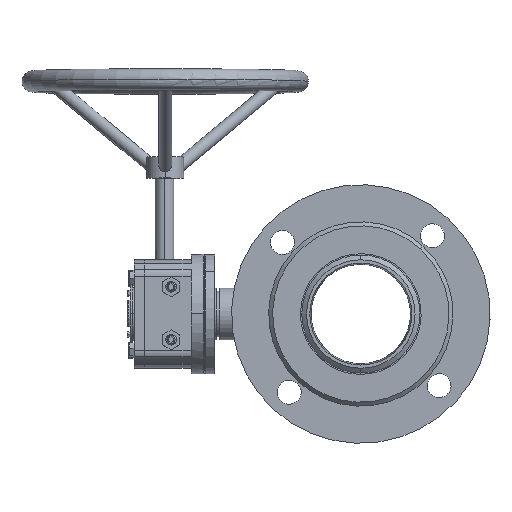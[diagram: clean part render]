
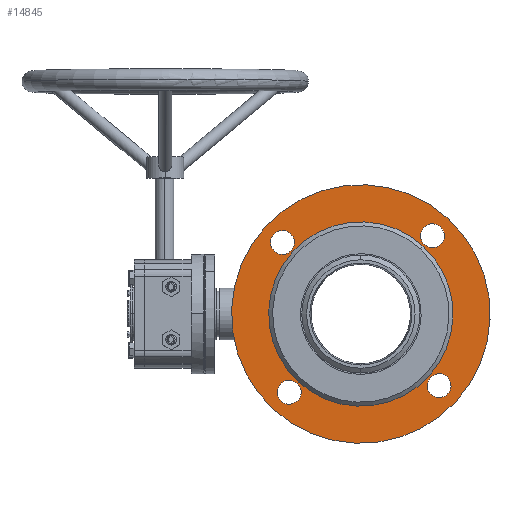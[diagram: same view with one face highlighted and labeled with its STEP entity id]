
A CAD part, left-side view. The second image highlights one B-rep face of the part: STEP entity #14845.
In plain terms, the highlighted face is planar.
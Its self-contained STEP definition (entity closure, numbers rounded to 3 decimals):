
#70 = CARTESIAN_POINT ( 'NONE',  ( -69.5, 0., 21. ) ) ;
#265 = AXIS2_PLACEMENT_3D ( 'NONE', #22788, #20990, #11967 ) ;
#524 = DIRECTION ( 'NONE',  ( 0., 0., 1. ) ) ;
#545 = DIRECTION ( 'NONE',  ( 0., 0., 1. ) ) ;
#835 = CIRCLE ( 'NONE', #21024, 9. ) ;
#998 = DIRECTION ( 'NONE',  ( 1., 0., 0. ) ) ;
#1216 = EDGE_CURVE ( 'NONE', #17992, #16449, #18015, .T. ) ;
#1268 = DIRECTION ( 'NONE',  ( 1., 0., 0. ) ) ;
#1479 = CARTESIAN_POINT ( 'NONE',  ( -71., 0., 21. ) ) ;
#1749 = ORIENTED_EDGE ( 'NONE', *, *, #18203, .F. ) ;
#1973 = CIRCLE ( 'NONE', #21781, 9. ) ;
#2085 = CARTESIAN_POINT ( 'NONE',  ( 0., 0., 21. ) ) ;
#2227 = CARTESIAN_POINT ( 'NONE',  ( 0., 80., 21. ) ) ;
#2529 = FACE_BOUND ( 'NONE', #20555, .T. ) ;
#2573 = CARTESIAN_POINT ( 'NONE',  ( -89., 0., 21. ) ) ;
#2709 = ORIENTED_EDGE ( 'NONE', *, *, #6421, .F. ) ;
#2993 = CARTESIAN_POINT ( 'NONE',  ( 9., -80., 21. ) ) ;
#3243 = EDGE_LOOP ( 'NONE', ( #9721, #5581 ) ) ;
#3321 = AXIS2_PLACEMENT_3D ( 'NONE', #16863, #524, #22108 ) ;
#3855 = VERTEX_POINT ( 'NONE', #20216 ) ;
#4047 = CIRCLE ( 'NONE', #4428, 97.5 ) ;
#4206 = ORIENTED_EDGE ( 'NONE', *, *, #21360, .T. ) ;
#4320 = DIRECTION ( 'NONE',  ( 0., 0., 1. ) ) ;
#4428 = AXIS2_PLACEMENT_3D ( 'NONE', #15084, #17219, #998 ) ;
#4548 = AXIS2_PLACEMENT_3D ( 'NONE', #17614, #8214, #1268 ) ;
#5047 = DIRECTION ( 'NONE',  ( 0., 0., 1. ) ) ;
#5309 = CARTESIAN_POINT ( 'NONE',  ( 0., -80., 21. ) ) ;
#5581 = ORIENTED_EDGE ( 'NONE', *, *, #16662, .F. ) ;
#5987 = CIRCLE ( 'NONE', #21603, 9. ) ;
#6032 = EDGE_CURVE ( 'NONE', #20921, #14562, #20886, .T. ) ;
#6107 = FACE_BOUND ( 'NONE', #21938, .T. ) ;
#6271 = EDGE_CURVE ( 'NONE', #3855, #20664, #7900, .T. ) ;
#6421 = EDGE_CURVE ( 'NONE', #9432, #10791, #5987, .T. ) ;
#6458 = DIRECTION ( 'NONE',  ( 0., 0., 1. ) ) ;
#6477 = FACE_BOUND ( 'NONE', #3243, .T. ) ;
#7564 = CIRCLE ( 'NONE', #9084, 9. ) ;
#7683 = EDGE_CURVE ( 'NONE', #20288, #9367, #835, .T. ) ;
#7780 = CARTESIAN_POINT ( 'NONE',  ( 69.5, 0., 21. ) ) ;
#7900 = CIRCLE ( 'NONE', #265, 9. ) ;
#8083 = DIRECTION ( 'NONE',  ( 1., 0., 0. ) ) ;
#8140 = CARTESIAN_POINT ( 'NONE',  ( 80., 0., 21. ) ) ;
#8214 = DIRECTION ( 'NONE',  ( 0., 0., 1. ) ) ;
#8587 = CIRCLE ( 'NONE', #15434, 9. ) ;
#8702 = ORIENTED_EDGE ( 'NONE', *, *, #22371, .F. ) ;
#8865 = CARTESIAN_POINT ( 'NONE',  ( 71., 0., 21. ) ) ;
#9084 = AXIS2_PLACEMENT_3D ( 'NONE', #15417, #13514, #17069 ) ;
#9256 = EDGE_CURVE ( 'NONE', #20664, #3855, #19191, .T. ) ;
#9367 = VERTEX_POINT ( 'NONE', #2993 ) ;
#9432 = VERTEX_POINT ( 'NONE', #19788 ) ;
#9721 = ORIENTED_EDGE ( 'NONE', *, *, #13881, .F. ) ;
#9848 = CARTESIAN_POINT ( 'NONE',  ( 0., 80., 21. ) ) ;
#10353 = ORIENTED_EDGE ( 'NONE', *, *, #6271, .F. ) ;
#10556 = CARTESIAN_POINT ( 'NONE',  ( 97.5, 0., 21. ) ) ;
#10638 = AXIS2_PLACEMENT_3D ( 'NONE', #23394, #5047, #18274 ) ;
#10791 = VERTEX_POINT ( 'NONE', #14905 ) ;
#11020 = CIRCLE ( 'NONE', #4548, 9. ) ;
#11299 = EDGE_CURVE ( 'NONE', #9367, #20288, #11020, .T. ) ;
#11475 = DIRECTION ( 'NONE',  ( 1., 0., 0. ) ) ;
#11778 = DIRECTION ( 'NONE',  ( 1., 0., 0. ) ) ;
#11804 = EDGE_LOOP ( 'NONE', ( #12266, #18331 ) ) ;
#11915 = EDGE_LOOP ( 'NONE', ( #19171, #4206 ) ) ;
#11967 = DIRECTION ( 'NONE',  ( 1., 0., 0. ) ) ;
#12266 = ORIENTED_EDGE ( 'NONE', *, *, #11299, .F. ) ;
#12719 = CARTESIAN_POINT ( 'NONE',  ( -9., -80., 21. ) ) ;
#13514 = DIRECTION ( 'NONE',  ( 0., 0., 1. ) ) ;
#13755 = DIRECTION ( 'NONE',  ( 1., 0., 0. ) ) ;
#13881 = EDGE_CURVE ( 'NONE', #14584, #16867, #7564, .T. ) ;
#14200 = AXIS2_PLACEMENT_3D ( 'NONE', #20637, #4320, #13755 ) ;
#14562 = VERTEX_POINT ( 'NONE', #10556 ) ;
#14584 = VERTEX_POINT ( 'NONE', #1479 ) ;
#14845 = ADVANCED_FACE ( 'NONE', ( #20999, #6477, #22436, #15423, #2529, #6107 ), #19108, .T. ) ;
#14905 = CARTESIAN_POINT ( 'NONE',  ( 9., 80., 21. ) ) ;
#15084 = CARTESIAN_POINT ( 'NONE',  ( 0., 0., 21. ) ) ;
#15417 = CARTESIAN_POINT ( 'NONE',  ( -80., 0., 21. ) ) ;
#15423 = FACE_BOUND ( 'NONE', #20077, .T. ) ;
#15434 = AXIS2_PLACEMENT_3D ( 'NONE', #9848, #20805, #11778 ) ;
#16449 = VERTEX_POINT ( 'NONE', #7780 ) ;
#16662 = EDGE_CURVE ( 'NONE', #16867, #14584, #1973, .T. ) ;
#16863 = CARTESIAN_POINT ( 'NONE',  ( 0., 0., 21. ) ) ;
#16867 = VERTEX_POINT ( 'NONE', #2573 ) ;
#17069 = DIRECTION ( 'NONE',  ( 1., 0., 0. ) ) ;
#17100 = ORIENTED_EDGE ( 'NONE', *, *, #1216, .F. ) ;
#17219 = DIRECTION ( 'NONE',  ( 0., 0., 1. ) ) ;
#17614 = CARTESIAN_POINT ( 'NONE',  ( 0., -80., 21. ) ) ;
#17651 = DIRECTION ( 'NONE',  ( 1., 0., 0. ) ) ;
#17896 = DIRECTION ( 'NONE',  ( 0., 0., 1. ) ) ;
#17992 = VERTEX_POINT ( 'NONE', #70 ) ;
#18015 = CIRCLE ( 'NONE', #23331, 69.5 ) ;
#18203 = EDGE_CURVE ( 'NONE', #10791, #9432, #8587, .T. ) ;
#18274 = DIRECTION ( 'NONE',  ( 1., 0., 0. ) ) ;
#18331 = ORIENTED_EDGE ( 'NONE', *, *, #7683, .F. ) ;
#19098 = CARTESIAN_POINT ( 'NONE',  ( -97.5, 0., 21. ) ) ;
#19108 = PLANE ( 'NONE',  #14200 ) ;
#19171 = ORIENTED_EDGE ( 'NONE', *, *, #6032, .T. ) ;
#19191 = CIRCLE ( 'NONE', #23371, 9. ) ;
#19498 = DIRECTION ( 'NONE',  ( 1., 0., 0. ) ) ;
#19554 = CARTESIAN_POINT ( 'NONE',  ( -80., 0., 21. ) ) ;
#19788 = CARTESIAN_POINT ( 'NONE',  ( -9., 80., 21. ) ) ;
#20077 = EDGE_LOOP ( 'NONE', ( #10353, #22644 ) ) ;
#20191 = DIRECTION ( 'NONE',  ( 0., 0., 1. ) ) ;
#20216 = CARTESIAN_POINT ( 'NONE',  ( 89., 0., 21. ) ) ;
#20288 = VERTEX_POINT ( 'NONE', #12719 ) ;
#20555 = EDGE_LOOP ( 'NONE', ( #1749, #2709 ) ) ;
#20637 = CARTESIAN_POINT ( 'NONE',  ( 0., 0., 21. ) ) ;
#20657 = DIRECTION ( 'NONE',  ( 1., 0., 0. ) ) ;
#20664 = VERTEX_POINT ( 'NONE', #8865 ) ;
#20805 = DIRECTION ( 'NONE',  ( 0., 0., 1. ) ) ;
#20886 = CIRCLE ( 'NONE', #10638, 97.5 ) ;
#20921 = VERTEX_POINT ( 'NONE', #19098 ) ;
#20990 = DIRECTION ( 'NONE',  ( 0., 0., 1. ) ) ;
#20999 = FACE_OUTER_BOUND ( 'NONE', #11915, .T. ) ;
#21024 = AXIS2_PLACEMENT_3D ( 'NONE', #5309, #21396, #19498 ) ;
#21360 = EDGE_CURVE ( 'NONE', #14562, #20921, #4047, .T. ) ;
#21396 = DIRECTION ( 'NONE',  ( 0., 0., 1. ) ) ;
#21603 = AXIS2_PLACEMENT_3D ( 'NONE', #2227, #545, #8083 ) ;
#21781 = AXIS2_PLACEMENT_3D ( 'NONE', #19554, #17896, #17651 ) ;
#21938 = EDGE_LOOP ( 'NONE', ( #17100, #8702 ) ) ;
#22108 = DIRECTION ( 'NONE',  ( 1., 0., 0. ) ) ;
#22371 = EDGE_CURVE ( 'NONE', #16449, #17992, #23100, .T. ) ;
#22436 = FACE_BOUND ( 'NONE', #11804, .T. ) ;
#22644 = ORIENTED_EDGE ( 'NONE', *, *, #9256, .F. ) ;
#22788 = CARTESIAN_POINT ( 'NONE',  ( 80., 0., 21. ) ) ;
#23100 = CIRCLE ( 'NONE', #3321, 69.5 ) ;
#23331 = AXIS2_PLACEMENT_3D ( 'NONE', #2085, #20191, #20657 ) ;
#23371 = AXIS2_PLACEMENT_3D ( 'NONE', #8140, #6458, #11475 ) ;
#23394 = CARTESIAN_POINT ( 'NONE',  ( 0., 0., 21. ) ) ;
